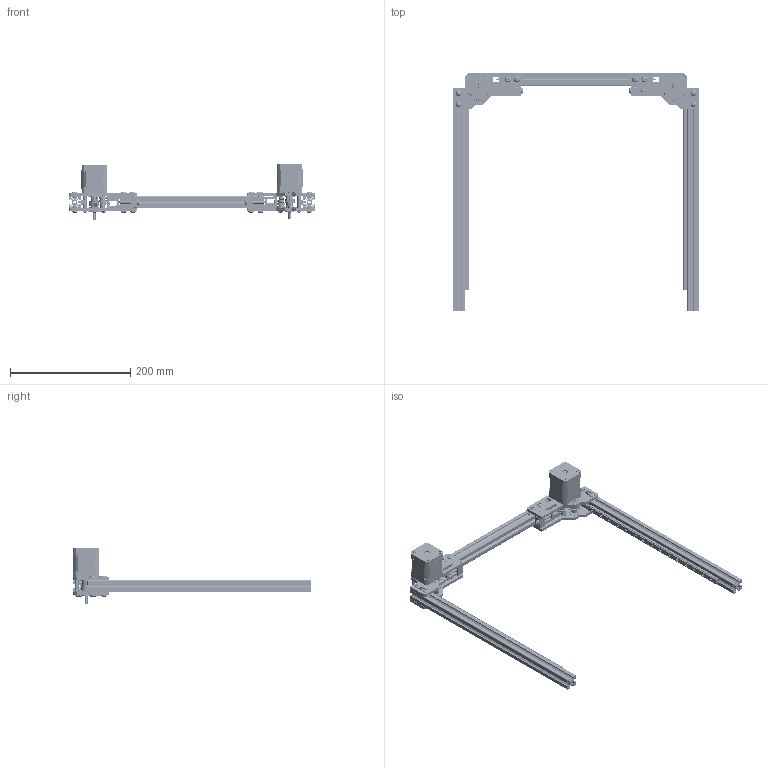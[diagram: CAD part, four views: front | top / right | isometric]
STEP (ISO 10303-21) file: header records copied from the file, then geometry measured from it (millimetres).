
FILE_DESCRIPTION(/* description */ (''),/* implementation_level */ '2;1');
FILE_NAME(/* name */ '_23_Sheet_metal_VT_6mm_rear_motor_mounts_FT_0.step',/* time_stamp */ '2025-06-15T13:26:11+02:00',/* author */ (''),/* organization */ (''),/* preprocessor_version */ 'ST-DEVELOPER v20.1',/* originating_system */ 'Autodesk Translation Framework v14.10.0.0',/* authorisation */ '');
FILE_SCHEMA (('AUTOMOTIVE_DESIGN { 1 0 10303 214 3 1 1 }'));
Length unit declared in the file: millimetre
Products named in the file (46): _23_Sheet_metal_VT_6mm_rear_motor_mounts_FT_0; _Sheet_metal_VT_6mm_rear_right_motor_mount_0; _Sheet_metal_VT_6mm_rear_right_motor_mount_hardware_0; _Sheet_metal_6mm_rear_right_motor_mount_motion_0; NEMA17 with 45mm long shaft; _GT2_20T_6mm_pulley_de-hubbed; Sheet_metal_6mm_spacer_a_2_or_2.5mm; _Sheet_metal_VT_6mm_rear_left_motor_mount_0; _Sheet_metal_VT_6mm_rear_left_motor_mount_hardware_0; M5 washer; M5x30 BHCS; M3x6 FHCS; M3x35 BHCS; M3 washer; M3x6 BHCS; M3xD6x20 spacer; M5x10 BHCS; M5xD10x5 shaft collar; M5xD8x5 spacer; M3x8 BHCS; _Sheet_metal_6mm_rear_left_motor_mount_motion_0; GT2 20T 6mm pulley; Shim 0.2mm; Di=5mm L0=5mm compression spring; NEMA17 with 45mm long shaft_1; _S45R shaft; _stepper; _GT2_20T_6mm_pulley_de-hubbed_1; GT2 20T 6mm pulley de-hubbed; M4x2.5 set screw; D5x30 smooth pin; Shim 1mm; F695 flanged bearing; Shim 0.5mm; Sheet_metal_6mm_tensioner_c_4.7-5mm; Sheet_metal_6mm_tensioner_a_4.7-5mm; Sheet_metal_6mm_tensioner_b_4.7-5mm; Sheet_metal_VT_rear_motor_mount_b_4.7-5mm; Sheet_metal_VT_rear_motor_mount_a_4.7-5mm; _HFSB5-2020-370 ...
Assembly tree (168 placements, depth 5):
  _23_Sheet_metal_VT_6mm_rear_motor_mounts_FT_0
    _Sheet_metal_VT_6mm_rear_right_motor_mount_0
      Sheet_metal_VT_rear_motor_mount_b_4.7-5mm
      Sheet_metal_VT_rear_motor_mount_a_4.7-5mm
      _Sheet_metal_VT_6mm_rear_right_motor_mount_hardware_0
        M3x6 BHCS  x3
        M3 washer  x3
        M3xD6x20 spacer  x3
        M5x10 BHCS  x8
        M3x35 BHCS  x3
        M3x6 FHCS  x4
        M5x30 BHCS
        M5 washer
        M5 2020 drop-in T-nut  x4
        M5xD10x5 shaft collar
        M5xD8x5 spacer
        M3x8 BHCS
      _Sheet_metal_6mm_rear_right_motor_mount_motion_0
        F695 flanged bearing  x5
        Shim 0.2mm
        Di=5mm L0=5mm compression spring
        D5x30 smooth pin  x2
        Shim 1mm  x3
        NEMA17 with 45mm long shaft
          _S45R shaft
          _stepper
        _GT2_20T_6mm_pulley_de-hubbed
          GT2 20T 6mm pulley de-hubbed
          M4x2.5 set screw  x2
        GT2 20T 6mm pulley
        Shim 0.5mm
      Sheet_metal_6mm_tensioner_b_4.7-5mm
      Sheet_metal_6mm_spacer_a_2_or_2.5mm
      Sheet_metal_6mm_tensioner_a_4.7-5mm
      Sheet_metal_6mm_tensioner_c_4.7-5mm
    _Sheet_metal_VT_6mm_rear_left_motor_mount_0
      _Sheet_metal_VT_6mm_rear_left_motor_mount_hardware_0
        M5 washer
        M3x6 FHCS  x4
        M3x6 BHCS  x3
        M5x30 BHCS
        M3 washer  x3
        M3x35 BHCS  x3
        M5x10 BHCS  x8
        M3xD6x20 spacer  x3
        M5 2020 drop-in T-nut  x4
        M5xD10x5 shaft collar
        M5xD8x5 spacer
        M3x8 BHCS
      _Sheet_metal_6mm_rear_left_motor_mount_motion_0
        F695 flanged bearing  x5
        GT2 20T 6mm pulley
        Shim 0.2mm
        Di=5mm L0=5mm compression spring
        D5x30 smooth pin  x2
        Shim 1mm  x3
        NEMA17 with 45mm long shaft_1
          _S45R shaft
          _stepper
        _GT2_20T_6mm_pulley_de-hubbed_1
Bounding box: 410 x 394.1 x 94 mm (x, y, z)
Volume: 497483.8 mm3; surface area: 325105.6 mm2
Topology: 162 solids, 162 shells, 4086 faces, 9714 edges, 6226 vertices
Faces by surface type: plane 1863, cylinder 1363, cone 748, torus 42, bspline 38, sphere 32
Full cylindrical faces by diameter (mm): 2.464 x8, 2.5 x18, 3 x68, 3.1 x20, 3.2 x6, 3.4 x6, 3.5 x30, 4.2 x21, 5 x52, 5.001 x2, 5.1 x12, 5.3 x2, 5.5 x30, 5.7 x14, 6 x44, 6.5 x22, 7 x6, 7.823 x4, 8 x12, 8.141 x4, 9 x2, 9.5 x18, 10 x6, 11.5 x20, 12 x4, 13 x10, 13.03 x6, 15 x10, 16 x8, 22 x2
Entity records: 48752 total; most frequent: CARTESIAN_POINT 10374, DIRECTION 8262, ORIENTED_EDGE 7324, EDGE_CURVE 3662, AXIS2_PLACEMENT_3D 3071, VERTEX_POINT 2395, LINE 2120, VECTOR 2120
